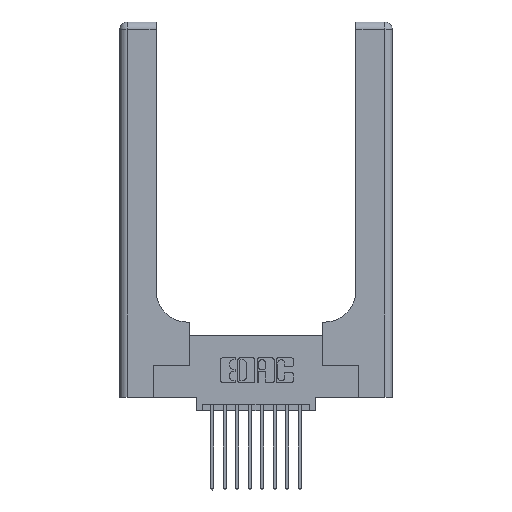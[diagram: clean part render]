
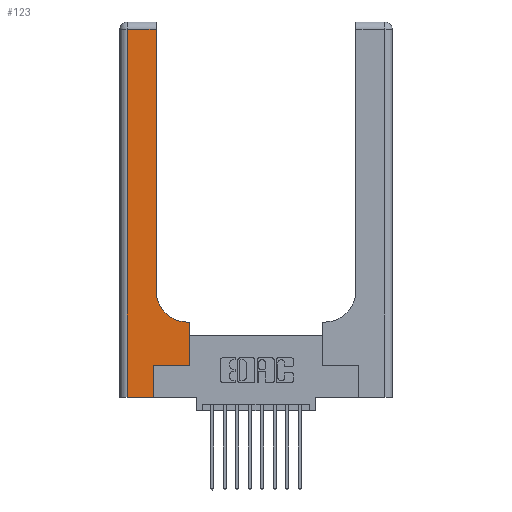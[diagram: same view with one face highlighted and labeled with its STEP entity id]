
A CAD part, top view. The second image highlights one B-rep face of the part: STEP entity #123.
In plain terms, the highlighted planar face has unit normal (0, 0, 1).
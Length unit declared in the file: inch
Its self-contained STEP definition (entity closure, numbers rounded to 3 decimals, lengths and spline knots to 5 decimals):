
#123 = ADVANCED_FACE ( 'NONE', ( #15552 ), #1871, .F. ) ;
#356 = CARTESIAN_POINT ( 'NONE',  ( 0.5585, 0.6, 0.37 ) ) ;
#631 = CIRCLE ( 'NONE', #2531, 0.25 ) ;
#907 = VERTEX_POINT ( 'NONE', #12108 ) ;
#1160 = LINE ( 'NONE', #12174, #9151 ) ;
#1176 = ORIENTED_EDGE ( 'NONE', *, *, #12965, .T. ) ;
#1337 = LINE ( 'NONE', #12757, #4276 ) ;
#1520 = VERTEX_POINT ( 'NONE', #8604 ) ;
#1871 = PLANE ( 'NONE',  #5841 ) ;
#1899 = LINE ( 'NONE', #4458, #11259 ) ;
#1929 = DIRECTION ( 'NONE',  ( 0., 0., -1. ) ) ;
#2093 = CARTESIAN_POINT ( 'NONE',  ( 0., 3., 0.37 ) ) ;
#2512 = ORIENTED_EDGE ( 'NONE', *, *, #6707, .T. ) ;
#2531 = AXIS2_PLACEMENT_3D ( 'NONE', #14190, #6628, #5267 ) ;
#2827 = CARTESIAN_POINT ( 'NONE',  ( 0.2915, 2.94, 0.37 ) ) ;
#3189 = DIRECTION ( 'NONE',  ( -1., 0., 0. ) ) ;
#3279 = ORIENTED_EDGE ( 'NONE', *, *, #11509, .T. ) ;
#3338 = DIRECTION ( 'NONE',  ( 0., 1., 0. ) ) ;
#3512 = EDGE_CURVE ( 'NONE', #6310, #7960, #7859, .T. ) ;
#3513 = VECTOR ( 'NONE', #13931, 39.37008 ) ;
#3520 = CARTESIAN_POINT ( 'NONE',  ( 0.2915, 3., 0.37 ) ) ;
#3555 = EDGE_CURVE ( 'NONE', #7960, #7663, #631, .T. ) ;
#4276 = VECTOR ( 'NONE', #6509, 39.37008 ) ;
#4458 = CARTESIAN_POINT ( 'NONE',  ( 0., 0., 0.37 ) ) ;
#4537 = VECTOR ( 'NONE', #11661, 39.37008 ) ;
#4653 = CARTESIAN_POINT ( 'NONE',  ( 0.5585, 0.25, 0.37 ) ) ;
#5177 = CARTESIAN_POINT ( 'NONE',  ( 0.06, 3., 0.37 ) ) ;
#5185 = EDGE_CURVE ( 'NONE', #14026, #907, #13680, .T. ) ;
#5267 = DIRECTION ( 'NONE',  ( 1., 0., 0. ) ) ;
#5841 = AXIS2_PLACEMENT_3D ( 'NONE', #2093, #1929, #3189 ) ;
#6173 = VERTEX_POINT ( 'NONE', #4653 ) ;
#6310 = VERTEX_POINT ( 'NONE', #356 ) ;
#6509 = DIRECTION ( 'NONE',  ( 1., 0., 0. ) ) ;
#6628 = DIRECTION ( 'NONE',  ( 0., 0., -1. ) ) ;
#6686 = DIRECTION ( 'NONE',  ( 1., 0., 0. ) ) ;
#6707 = EDGE_CURVE ( 'NONE', #7098, #14026, #13833, .T. ) ;
#6972 = VECTOR ( 'NONE', #14689, 39.37008 ) ;
#7098 = VERTEX_POINT ( 'NONE', #2827 ) ;
#7663 = VERTEX_POINT ( 'NONE', #11930 ) ;
#7723 = CARTESIAN_POINT ( 'NONE',  ( 0.2915, 0.6, 0.37 ) ) ;
#7859 = LINE ( 'NONE', #7723, #4537 ) ;
#7960 = VERTEX_POINT ( 'NONE', #8877 ) ;
#8558 = LINE ( 'NONE', #3520, #14456 ) ;
#8604 = CARTESIAN_POINT ( 'NONE',  ( 0.269, 0.25, 0.37 ) ) ;
#8877 = CARTESIAN_POINT ( 'NONE',  ( 0.5415, 0.6, 0.37 ) ) ;
#9111 = ORIENTED_EDGE ( 'NONE', *, *, #5185, .T. ) ;
#9151 = VECTOR ( 'NONE', #15774, 39.37008 ) ;
#9512 = DIRECTION ( 'NONE',  ( 0., 1., 0. ) ) ;
#9544 = CARTESIAN_POINT ( 'NONE',  ( 0.5585, 0.25, 0.37 ) ) ;
#10805 = EDGE_CURVE ( 'NONE', #15262, #1520, #1160, .T. ) ;
#11101 = CARTESIAN_POINT ( 'NONE',  ( 0., 2.94, 0.37 ) ) ;
#11259 = VECTOR ( 'NONE', #6686, 39.37008 ) ;
#11360 = EDGE_CURVE ( 'NONE', #7663, #7098, #8558, .T. ) ;
#11500 = ORIENTED_EDGE ( 'NONE', *, *, #10805, .T. ) ;
#11509 = EDGE_CURVE ( 'NONE', #1520, #6173, #1337, .T. ) ;
#11661 = DIRECTION ( 'NONE',  ( -1., 0., 0. ) ) ;
#11852 = EDGE_LOOP ( 'NONE', ( #15820, #2512, #9111, #1176, #11500, #3279, #15757, #11959, #12387 ) ) ;
#11930 = CARTESIAN_POINT ( 'NONE',  ( 0.2915, 0.85, 0.37 ) ) ;
#11959 = ORIENTED_EDGE ( 'NONE', *, *, #3512, .T. ) ;
#12108 = CARTESIAN_POINT ( 'NONE',  ( 0.06, 0., 0.37 ) ) ;
#12174 = CARTESIAN_POINT ( 'NONE',  ( 0.269, 0., 0.37 ) ) ;
#12387 = ORIENTED_EDGE ( 'NONE', *, *, #3555, .T. ) ;
#12597 = VECTOR ( 'NONE', #3338, 39.37008 ) ;
#12757 = CARTESIAN_POINT ( 'NONE',  ( 0.269, 0.25, 0.37 ) ) ;
#12965 = EDGE_CURVE ( 'NONE', #907, #15262, #1899, .T. ) ;
#13680 = LINE ( 'NONE', #5177, #3513 ) ;
#13833 = LINE ( 'NONE', #11101, #6972 ) ;
#13931 = DIRECTION ( 'NONE',  ( 0., -1., 0. ) ) ;
#14026 = VERTEX_POINT ( 'NONE', #14471 ) ;
#14190 = CARTESIAN_POINT ( 'NONE',  ( 0.5415, 0.85, 0.37 ) ) ;
#14456 = VECTOR ( 'NONE', #9512, 39.37008 ) ;
#14471 = CARTESIAN_POINT ( 'NONE',  ( 0.06, 2.94, 0.37 ) ) ;
#14689 = DIRECTION ( 'NONE',  ( -1., 0., 0. ) ) ;
#15256 = EDGE_CURVE ( 'NONE', #6173, #6310, #15914, .T. ) ;
#15262 = VERTEX_POINT ( 'NONE', #15678 ) ;
#15552 = FACE_OUTER_BOUND ( 'NONE', #11852, .T. ) ;
#15678 = CARTESIAN_POINT ( 'NONE',  ( 0.269, 0., 0.37 ) ) ;
#15757 = ORIENTED_EDGE ( 'NONE', *, *, #15256, .T. ) ;
#15774 = DIRECTION ( 'NONE',  ( 0., 1., 0. ) ) ;
#15820 = ORIENTED_EDGE ( 'NONE', *, *, #11360, .T. ) ;
#15914 = LINE ( 'NONE', #9544, #12597 ) ;
